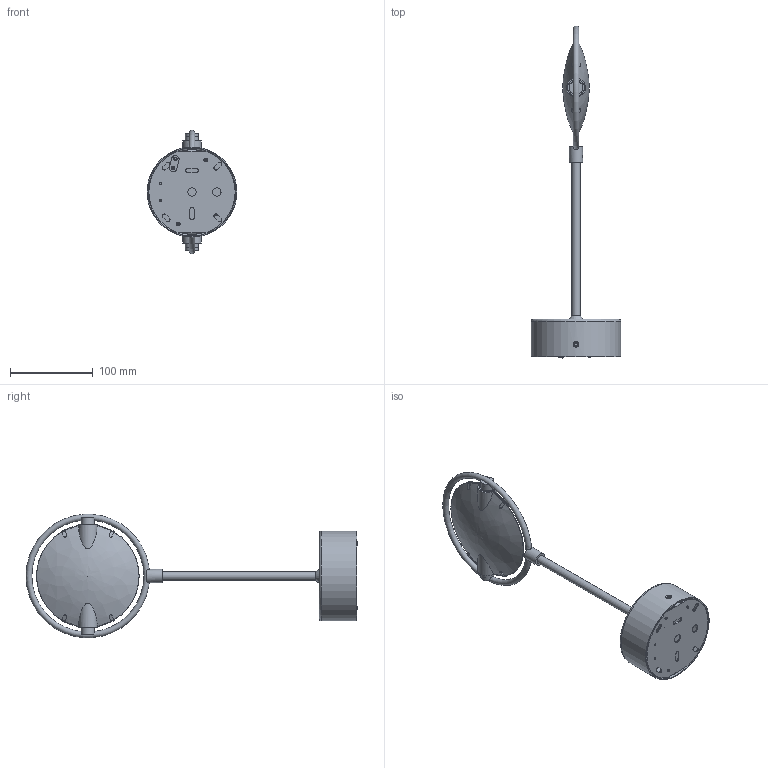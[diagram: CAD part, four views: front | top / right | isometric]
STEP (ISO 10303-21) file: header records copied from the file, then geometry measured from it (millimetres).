
FILE_DESCRIPTION(/* description */ (''),/* implementation_level */ '2;1');
FILE_NAME(/* name */ 'F302285150xxLE.stp',/* time_stamp */ '2020-01-21T11:46:41+01:00',/* author */ ('sghezzi'),/* organization */ (''),/* preprocessor_version */ 'ST-DEVELOPER v17.2',/* originating_system */ 'Autodesk Inventor 2019',/* authorisation */ '');
FILE_SCHEMA (('AUTOMOTIVE_DESIGN { 1 0 10303 214 3 1 1 }'));
Length unit declared in the file: millimetre
Products named in the file (22): Assieme_3022Led; 007302221_Attacco parete Nobi 3022 GREZZO; 007302334_Staffa a muro_FeZn_Nobi_Grezzo; 007302331_Tige_L203 De 10_Grezzo; 007365210 ANELLO NOBI GREZZO; Raccordo Tige anello_senza filetto; 007365210 ANELLO NOBI GREZZO_1; dissipatore Mont_parte mobile; 065015030; 006359270 ; 006600283_Vite M3x6 TCb+ZnBi; Diffusore; Molla; morsetto 4 poli; Wago mini_221-412; dissipatore Mont; Alim_Roal_RCL015-0300A; Snodo Tige_3022; 065012401_DADO_AUT_BA_M3_Zn; 065011003; 063017001_Rondella_De_4,3X8X0,5_ZnBi; 005424800_Morsetto di terra
Assembly tree (32 placements, depth 2):
  Assieme_3022Led
    007302221_Attacco parete Nobi 3022 GREZZO
    007302334_Staffa a muro_FeZn_Nobi_Grezzo
    007302331_Tige_L203 De 10_Grezzo
    007365210 ANELLO NOBI GREZZO
    Raccordo Tige anello_senza filetto
    007365210 ANELLO NOBI GREZZO_1  x2
    dissipatore Mont_parte mobile
    065015030  x3
    006359270   x2
    006600283_Vite M3x6 TCb+ZnBi
    063017001_Rondella_De_4,3X8X0,5_ZnBi  x3
    Diffusore  x2
    Molla  x2
    morsetto 4 poli
    Wago mini_221-412  x2
    dissipatore Mont
    Alim_Roal_RCL015-0300A
    Snodo Tige_3022
    065012401_DADO_AUT_BA_M3_Zn  x2
    065011003  x2
    005424800_Morsetto di terra
Bounding box: 108.4 x 400.19 x 148.98 mm (x, y, z)
Volume: 246650.4 mm3; surface area: 184011.1 mm2
Topology: 32 solids, 32 shells, 826 faces, 2242 edges, 1517 vertices
Faces by surface type: plane 572, cylinder 194, torus 23, cone 20, bspline 17
Full cylindrical faces by diameter (mm): 2.3 x3, 2.459 x10, 2.735 x4, 3 x12, 3.2 x2, 3.242 x2, 3.5 x2, 4 x2, 4.21 x8, 4.3 x4, 4.8 x1, 5 x2, 5.2 x1, 5.5 x8, 6 x3, 6.9 x1, 7 x2, 7.2 x1, 10 x4, 10.2 x1, 10.5 x1, 13.7 x2, 14 x2, 16 x3, 16.3 x2, 17 x1, 106 x1, 108.4 x1
Entity records: 18221 total; most frequent: CARTESIAN_POINT 4244, DIRECTION 2810, ORIENTED_EDGE 2696, EDGE_CURVE 1348, AXIS2_PLACEMENT_3D 1008, VERTEX_POINT 921, LINE 794, VECTOR 794
